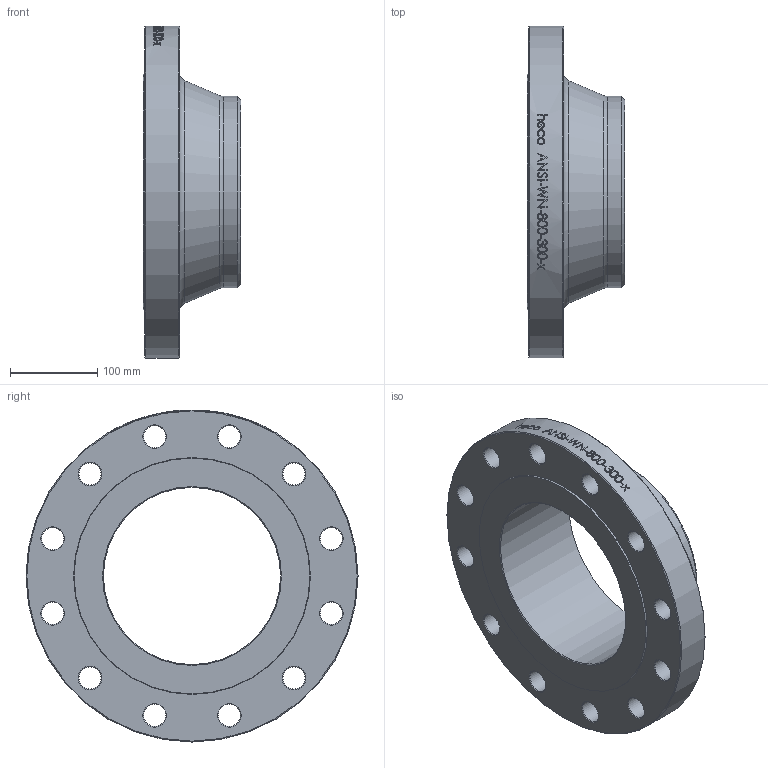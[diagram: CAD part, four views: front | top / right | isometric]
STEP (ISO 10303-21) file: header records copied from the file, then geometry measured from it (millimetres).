
FILE_DESCRIPTION (( 'STEP AP214' ), '1' );
FILE_NAME ('ANSI-WN-800-300-x Vorschweissflansch ASME B16.5 Class300 2102.STEP', '2021-02-09T15:27:50', ( '' ), ( '' ), 'SwSTEP 2.0', 'SolidWorks 2019', '' );
FILE_SCHEMA (( 'AUTOMOTIVE_DESIGN' ));
Length unit declared in the file: millimetre
Products named in the file (1): ANSI-WN-800-300-x Vorschweissflansch ASME B16.5 Class300 2102
Bounding box: 112 x 380 x 380 mm (x, y, z)
Volume: 3769051.8 mm3; surface area: 341758.5 mm2
Topology: 1 solids, 1 shells, 81 faces, 338 edges, 290 vertices
Faces by surface type: cylinder 45, cone 30, plane 4, torus 2
Full cylindrical faces by diameter (mm): 25.4 x12, 202.7 x1, 219.1 x1, 380 x1
Entity records: 9357 total; most frequent: CARTESIAN_POINT 6584, ORIENTED_EDGE 548, DIRECTION 392, VERTEX_POINT 274, EDGE_CURVE 274, EDGE_LOOP 186, AXIS2_PLACEMENT_3D 184, B_SPLINE_CURVE_WITH_KNOTS 148
